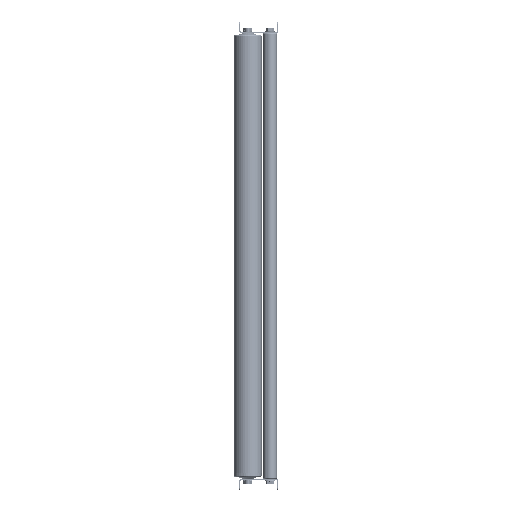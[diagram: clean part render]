
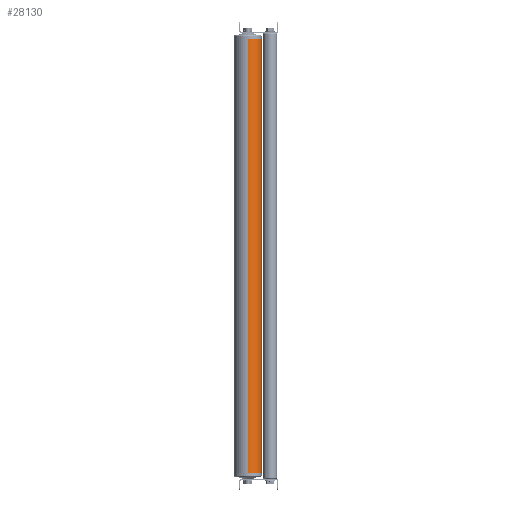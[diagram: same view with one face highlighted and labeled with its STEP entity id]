
A CAD part, left-side view. The second image highlights one B-rep face of the part: STEP entity #28130.
In plain terms, the highlighted cylindrical face has radius 25 mm (diameter 50 mm), a partial arc.
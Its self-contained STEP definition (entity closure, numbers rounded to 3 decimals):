
#1227 = CIRCLE ( 'NONE', #6407, 25. ) ;
#1372 = FACE_OUTER_BOUND ( 'NONE', #33868, .T. ) ;
#6006 = LINE ( 'NONE', #31484, #6757 ) ;
#6268 = CYLINDRICAL_SURFACE ( 'NONE', #54323, 25. ) ;
#6407 = AXIS2_PLACEMENT_3D ( 'NONE', #32731, #23905, #43857 ) ;
#6757 = VECTOR ( 'NONE', #56984, 1000. ) ;
#11364 = CARTESIAN_POINT ( 'NONE',  ( 780., 0., 25. ) ) ;
#13178 = CARTESIAN_POINT ( 'NONE',  ( 780., 0., 0. ) ) ;
#15678 = VECTOR ( 'NONE', #26416, 1000. ) ;
#17925 = DIRECTION ( 'NONE',  ( -1., 0., 0. ) ) ;
#20208 = VERTEX_POINT ( 'NONE', #32147 ) ;
#22301 = ORIENTED_EDGE ( 'NONE', *, *, #43770, .F. ) ;
#23905 = DIRECTION ( 'NONE',  ( 1., 0., 0. ) ) ;
#26242 = VERTEX_POINT ( 'NONE', #58261 ) ;
#26361 = ORIENTED_EDGE ( 'NONE', *, *, #64633, .T. ) ;
#26416 = DIRECTION ( 'NONE',  ( -1., 0., 0. ) ) ;
#27358 = CIRCLE ( 'NONE', #63891, 25. ) ;
#27846 = EDGE_CURVE ( 'NONE', #20208, #62218, #27358, .T. ) ;
#28130 = ADVANCED_FACE ( 'NONE', ( #1372 ), #6268, .T. ) ;
#28396 = CARTESIAN_POINT ( 'NONE',  ( 0., 0., -25. ) ) ;
#31484 = CARTESIAN_POINT ( 'NONE',  ( 780., 0., -25. ) ) ;
#32147 = CARTESIAN_POINT ( 'NONE',  ( 780., 0., 25. ) ) ;
#32305 = EDGE_CURVE ( 'NONE', #26242, #58933, #1227, .T. ) ;
#32731 = CARTESIAN_POINT ( 'NONE',  ( 0., 0., 0. ) ) ;
#33868 = EDGE_LOOP ( 'NONE', ( #22301, #37390, #26361, #37645 ) ) ;
#37390 = ORIENTED_EDGE ( 'NONE', *, *, #27846, .F. ) ;
#37645 = ORIENTED_EDGE ( 'NONE', *, *, #32305, .T. ) ;
#43257 = DIRECTION ( 'NONE',  ( 0., 0., -1. ) ) ;
#43770 = EDGE_CURVE ( 'NONE', #62218, #58933, #6006, .T. ) ;
#43857 = DIRECTION ( 'NONE',  ( 0., 0., -1. ) ) ;
#47274 = CARTESIAN_POINT ( 'NONE',  ( 780., 0., -25. ) ) ;
#53193 = DIRECTION ( 'NONE',  ( 0., 0., 1. ) ) ;
#54323 = AXIS2_PLACEMENT_3D ( 'NONE', #62724, #17925, #53193 ) ;
#56153 = LINE ( 'NONE', #11364, #15678 ) ;
#56984 = DIRECTION ( 'NONE',  ( -1., 0., 0. ) ) ;
#58261 = CARTESIAN_POINT ( 'NONE',  ( 0., 0., 25. ) ) ;
#58933 = VERTEX_POINT ( 'NONE', #28396 ) ;
#58951 = DIRECTION ( 'NONE',  ( 1., 0., 0. ) ) ;
#62218 = VERTEX_POINT ( 'NONE', #47274 ) ;
#62724 = CARTESIAN_POINT ( 'NONE',  ( 780., 0., 0. ) ) ;
#63891 = AXIS2_PLACEMENT_3D ( 'NONE', #13178, #58951, #43257 ) ;
#64633 = EDGE_CURVE ( 'NONE', #20208, #26242, #56153, .T. ) ;
